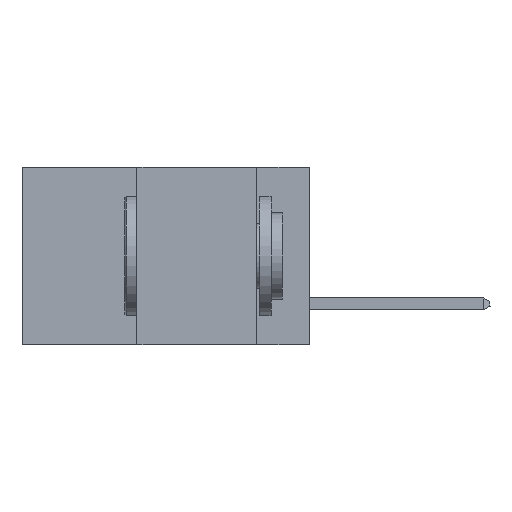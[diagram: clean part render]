
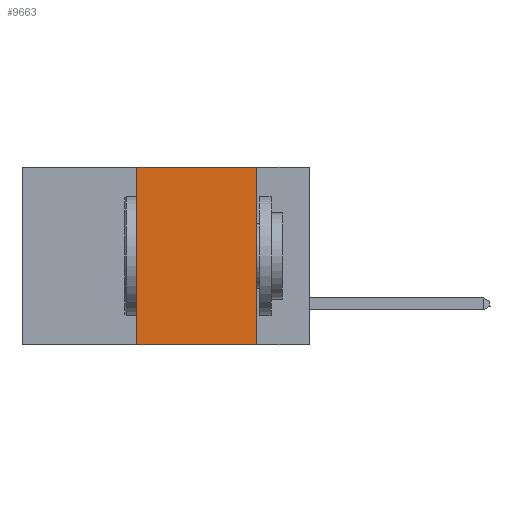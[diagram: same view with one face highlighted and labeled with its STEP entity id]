
A CAD part, left-side view. The second image highlights one B-rep face of the part: STEP entity #9663.
In plain terms, the highlighted planar face has unit normal (-1, 0, 0).
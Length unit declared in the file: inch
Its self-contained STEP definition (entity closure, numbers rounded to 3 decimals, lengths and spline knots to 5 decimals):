
#1021 = DIRECTION ( 'NONE',  ( 1., 0., 0. ) ) ;
#1275 = ORIENTED_EDGE ( 'NONE', *, *, #7865, .F. ) ;
#2437 = VERTEX_POINT ( 'NONE', #14515 ) ;
#3953 = PLANE ( 'NONE',  #29326 ) ;
#4072 = DIRECTION ( 'NONE',  ( 0., 0., -1. ) ) ;
#6613 = EDGE_LOOP ( 'NONE', ( #11215, #13569, #1275, #27068 ) ) ;
#6776 = CARTESIAN_POINT ( 'NONE',  ( 0., 0.36, -0.37 ) ) ;
#7863 = CARTESIAN_POINT ( 'NONE',  ( 0., 0.6, -0.37 ) ) ;
#7865 = EDGE_CURVE ( 'NONE', #14704, #2437, #14306, .T. ) ;
#7908 = CARTESIAN_POINT ( 'NONE',  ( 0., 0.11, 0. ) ) ;
#8863 = LINE ( 'NONE', #7908, #9726 ) ;
#8908 = DIRECTION ( 'NONE',  ( 0., -1., 0. ) ) ;
#9663 = ADVANCED_FACE ( 'NONE', ( #25982 ), #3953, .F. ) ;
#9726 = VECTOR ( 'NONE', #10602, 39.37008 ) ;
#10401 = EDGE_CURVE ( 'NONE', #2437, #21364, #18733, .T. ) ;
#10602 = DIRECTION ( 'NONE',  ( 0., 0., -1. ) ) ;
#11215 = ORIENTED_EDGE ( 'NONE', *, *, #29862, .F. ) ;
#11250 = CARTESIAN_POINT ( 'NONE',  ( 0., 0.6, 0. ) ) ;
#13569 = ORIENTED_EDGE ( 'NONE', *, *, #10401, .F. ) ;
#14043 = VECTOR ( 'NONE', #8908, 39.37008 ) ;
#14306 = LINE ( 'NONE', #15764, #31207 ) ;
#14515 = CARTESIAN_POINT ( 'NONE',  ( 0., 0.36, 0. ) ) ;
#14704 = VERTEX_POINT ( 'NONE', #6776 ) ;
#15764 = CARTESIAN_POINT ( 'NONE',  ( 0., 0.36, 0. ) ) ;
#16112 = DIRECTION ( 'NONE',  ( 0., -1., 0. ) ) ;
#18733 = LINE ( 'NONE', #11250, #14043 ) ;
#20207 = CARTESIAN_POINT ( 'NONE',  ( 0., 0.6, 0. ) ) ;
#21364 = VERTEX_POINT ( 'NONE', #33191 ) ;
#25982 = FACE_OUTER_BOUND ( 'NONE', #6613, .T. ) ;
#27068 = ORIENTED_EDGE ( 'NONE', *, *, #30570, .T. ) ;
#27405 = LINE ( 'NONE', #7863, #32065 ) ;
#29326 = AXIS2_PLACEMENT_3D ( 'NONE', #20207, #1021, #4072 ) ;
#29862 = EDGE_CURVE ( 'NONE', #21364, #29996, #8863, .T. ) ;
#29939 = CARTESIAN_POINT ( 'NONE',  ( 0., 0.11, -0.37 ) ) ;
#29996 = VERTEX_POINT ( 'NONE', #29939 ) ;
#30570 = EDGE_CURVE ( 'NONE', #14704, #29996, #27405, .T. ) ;
#31207 = VECTOR ( 'NONE', #31829, 39.37008 ) ;
#31829 = DIRECTION ( 'NONE',  ( 0., 0., 1. ) ) ;
#32065 = VECTOR ( 'NONE', #16112, 39.37008 ) ;
#33191 = CARTESIAN_POINT ( 'NONE',  ( 0., 0.11, 0. ) ) ;
